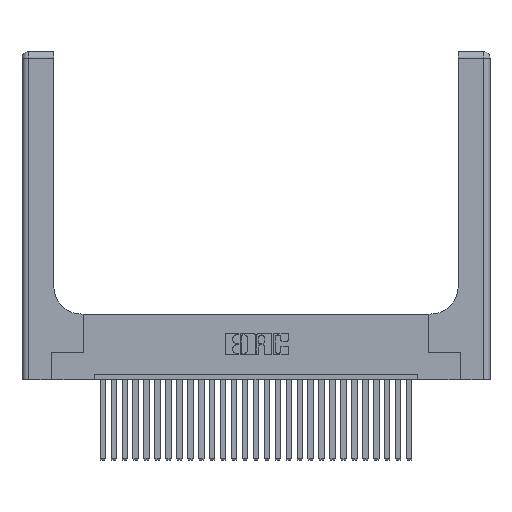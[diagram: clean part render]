
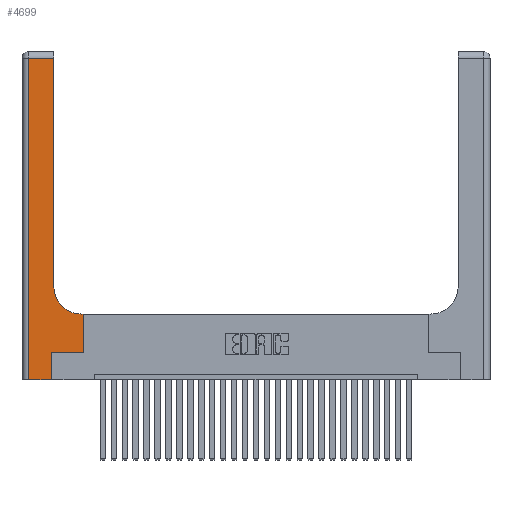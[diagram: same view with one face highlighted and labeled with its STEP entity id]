
A CAD part, top view. The second image highlights one B-rep face of the part: STEP entity #4699.
In plain terms, the highlighted planar face has unit normal (0, 0, 1).
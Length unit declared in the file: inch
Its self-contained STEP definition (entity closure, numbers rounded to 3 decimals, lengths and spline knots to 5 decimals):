
#487 = LINE ( 'NONE', #20320, #2572 ) ;
#1775 = VECTOR ( 'NONE', #14186, 39.37008 ) ;
#1782 = EDGE_LOOP ( 'NONE', ( #19954, #14640, #17320, #28284, #17179, #12801, #25234, #18926, #23157 ) ) ;
#1840 = VECTOR ( 'NONE', #11372, 39.37008 ) ;
#2162 = EDGE_CURVE ( 'NONE', #9288, #8575, #2832, .T. ) ;
#2572 = VECTOR ( 'NONE', #17731, 39.37008 ) ;
#2709 = AXIS2_PLACEMENT_3D ( 'NONE', #14857, #25728, #21208 ) ;
#2832 = LINE ( 'NONE', #16394, #1840 ) ;
#3155 = CIRCLE ( 'NONE', #2709, 0.25 ) ;
#3303 = CARTESIAN_POINT ( 'NONE',  ( 0.269, 0., 0.37 ) ) ;
#3480 = CARTESIAN_POINT ( 'NONE',  ( 0.5585, 0.25, 0.37 ) ) ;
#4537 = EDGE_CURVE ( 'NONE', #24143, #25796, #487, .T. ) ;
#4579 = DIRECTION ( 'NONE',  ( -1., 0., 0. ) ) ;
#4699 = ADVANCED_FACE ( 'NONE', ( #17476 ), #28176, .F. ) ;
#4719 = DIRECTION ( 'NONE',  ( 1., 0., 0. ) ) ;
#5290 = LINE ( 'NONE', #8889, #18791 ) ;
#6393 = LINE ( 'NONE', #3480, #8805 ) ;
#6944 = EDGE_CURVE ( 'NONE', #8575, #27224, #14576, .T. ) ;
#7108 = EDGE_CURVE ( 'NONE', #25162, #12241, #22453, .T. ) ;
#7314 = CARTESIAN_POINT ( 'NONE',  ( 0.06, 3., 0.37 ) ) ;
#7387 = EDGE_CURVE ( 'NONE', #18680, #7815, #28011, .T. ) ;
#7484 = DIRECTION ( 'NONE',  ( 0., 0., -1. ) ) ;
#7815 = VERTEX_POINT ( 'NONE', #10151 ) ;
#7910 = CARTESIAN_POINT ( 'NONE',  ( 0.269, 0.25, 0.37 ) ) ;
#8286 = AXIS2_PLACEMENT_3D ( 'NONE', #20542, #7484, #4579 ) ;
#8575 = VERTEX_POINT ( 'NONE', #7910 ) ;
#8802 = CARTESIAN_POINT ( 'NONE',  ( 0.06, 2.94, 0.37 ) ) ;
#8805 = VECTOR ( 'NONE', #18937, 39.37008 ) ;
#8889 = CARTESIAN_POINT ( 'NONE',  ( 0., 2.94, 0.37 ) ) ;
#9288 = VERTEX_POINT ( 'NONE', #3303 ) ;
#9434 = DIRECTION ( 'NONE',  ( 1., 0., 0. ) ) ;
#9782 = CARTESIAN_POINT ( 'NONE',  ( 0.2915, 0.85, 0.37 ) ) ;
#10151 = CARTESIAN_POINT ( 'NONE',  ( 0.06, 0., 0.37 ) ) ;
#10479 = EDGE_CURVE ( 'NONE', #25796, #25162, #3155, .T. ) ;
#11124 = DIRECTION ( 'NONE',  ( -1., 0., 0. ) ) ;
#11372 = DIRECTION ( 'NONE',  ( 0., 1., 0. ) ) ;
#11398 = CARTESIAN_POINT ( 'NONE',  ( 0., 0., 0.37 ) ) ;
#11775 = CARTESIAN_POINT ( 'NONE',  ( 0.2915, 2.94, 0.37 ) ) ;
#12135 = VECTOR ( 'NONE', #25139, 39.37008 ) ;
#12241 = VERTEX_POINT ( 'NONE', #11775 ) ;
#12801 = ORIENTED_EDGE ( 'NONE', *, *, #6944, .T. ) ;
#14186 = DIRECTION ( 'NONE',  ( 0., -1., 0. ) ) ;
#14576 = LINE ( 'NONE', #26358, #20100 ) ;
#14640 = ORIENTED_EDGE ( 'NONE', *, *, #18643, .T. ) ;
#14857 = CARTESIAN_POINT ( 'NONE',  ( 0.5415, 0.85, 0.37 ) ) ;
#16394 = CARTESIAN_POINT ( 'NONE',  ( 0.269, 0., 0.37 ) ) ;
#16435 = CARTESIAN_POINT ( 'NONE',  ( 0.5585, 0.25, 0.37 ) ) ;
#17179 = ORIENTED_EDGE ( 'NONE', *, *, #2162, .T. ) ;
#17320 = ORIENTED_EDGE ( 'NONE', *, *, #7387, .T. ) ;
#17476 = FACE_OUTER_BOUND ( 'NONE', #1782, .T. ) ;
#17731 = DIRECTION ( 'NONE',  ( -1., 0., 0. ) ) ;
#18643 = EDGE_CURVE ( 'NONE', #12241, #18680, #5290, .T. ) ;
#18680 = VERTEX_POINT ( 'NONE', #8802 ) ;
#18791 = VECTOR ( 'NONE', #11124, 39.37008 ) ;
#18926 = ORIENTED_EDGE ( 'NONE', *, *, #4537, .T. ) ;
#18937 = DIRECTION ( 'NONE',  ( 0., 1., 0. ) ) ;
#19954 = ORIENTED_EDGE ( 'NONE', *, *, #7108, .T. ) ;
#20100 = VECTOR ( 'NONE', #4719, 39.37008 ) ;
#20320 = CARTESIAN_POINT ( 'NONE',  ( 0.2915, 0.6, 0.37 ) ) ;
#20542 = CARTESIAN_POINT ( 'NONE',  ( 0., 3., 0.37 ) ) ;
#21208 = DIRECTION ( 'NONE',  ( 1., 0., 0. ) ) ;
#22453 = LINE ( 'NONE', #23203, #12135 ) ;
#23157 = ORIENTED_EDGE ( 'NONE', *, *, #10479, .T. ) ;
#23203 = CARTESIAN_POINT ( 'NONE',  ( 0.2915, 3., 0.37 ) ) ;
#23430 = CARTESIAN_POINT ( 'NONE',  ( 0.5585, 0.6, 0.37 ) ) ;
#23956 = EDGE_CURVE ( 'NONE', #7815, #9288, #24754, .T. ) ;
#24143 = VERTEX_POINT ( 'NONE', #23430 ) ;
#24754 = LINE ( 'NONE', #11398, #27870 ) ;
#25139 = DIRECTION ( 'NONE',  ( 0., 1., 0. ) ) ;
#25162 = VERTEX_POINT ( 'NONE', #9782 ) ;
#25189 = EDGE_CURVE ( 'NONE', #27224, #24143, #6393, .T. ) ;
#25234 = ORIENTED_EDGE ( 'NONE', *, *, #25189, .T. ) ;
#25728 = DIRECTION ( 'NONE',  ( 0., 0., -1. ) ) ;
#25796 = VERTEX_POINT ( 'NONE', #27192 ) ;
#26358 = CARTESIAN_POINT ( 'NONE',  ( 0.269, 0.25, 0.37 ) ) ;
#27192 = CARTESIAN_POINT ( 'NONE',  ( 0.5415, 0.6, 0.37 ) ) ;
#27224 = VERTEX_POINT ( 'NONE', #16435 ) ;
#27870 = VECTOR ( 'NONE', #9434, 39.37008 ) ;
#28011 = LINE ( 'NONE', #7314, #1775 ) ;
#28176 = PLANE ( 'NONE',  #8286 ) ;
#28284 = ORIENTED_EDGE ( 'NONE', *, *, #23956, .T. ) ;
